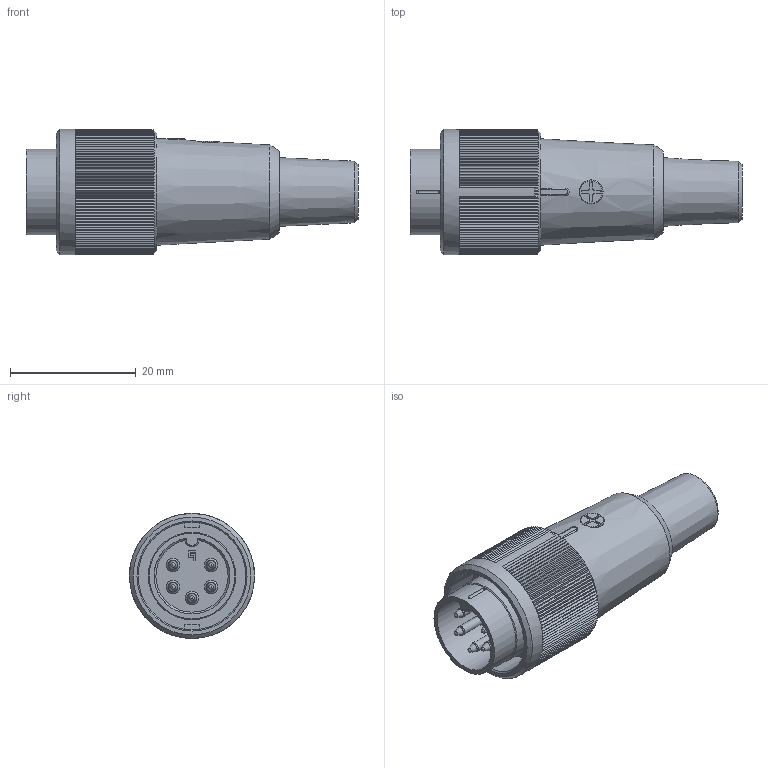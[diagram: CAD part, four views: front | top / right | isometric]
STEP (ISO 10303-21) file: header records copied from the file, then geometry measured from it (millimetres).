
FILE_DESCRIPTION(/* description */ (''),/* implementation_level */ '2;1');
FILE_NAME(/* name */ '99-0613-02-05_bg.stp',/* time_stamp */ '2010-09-07T14:03:25+02:00',/* author */ (''),/* organization */ (''),/* preprocessor_version */ 'ST-DEVELOPER v11',/* originating_system */ 'UGS - NX 5.0',/* authorisation */ '');
FILE_SCHEMA (('CONFIG_CONTROL_DESIGN'));
Length unit declared in the file: millimetre
Products named in the file (1): sgro702Bdkwb
Bounding box: 52.8 x 19.9 x 19.9 mm (x, y, z)
Volume: 9075.6 mm3; surface area: 4417.5 mm2
Topology: 1 solids, 1 shells, 366 faces, 1028 edges, 674 vertices
Faces by surface type: plane 302, cylinder 28, cone 19, bspline 10, sphere 4, torus 3
Full cylindrical faces by diameter (mm): 1.49 x5, 13.6 x1, 13.9 x1, 17.1 x1, 19.9 x1
Entity records: 11947 total; most frequent: CARTESIAN_POINT 3219, ORIENTED_EDGE 1926, DIRECTION 1509, EDGE_CURVE 963, VERTEX_POINT 653, LINE 615, VECTOR 615, AXIS2_PLACEMENT_3D 447
